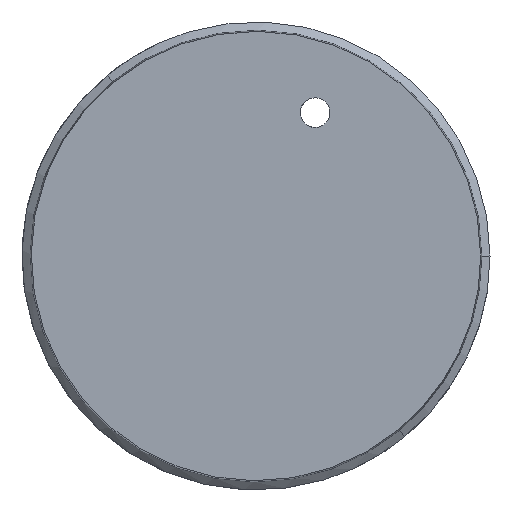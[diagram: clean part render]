
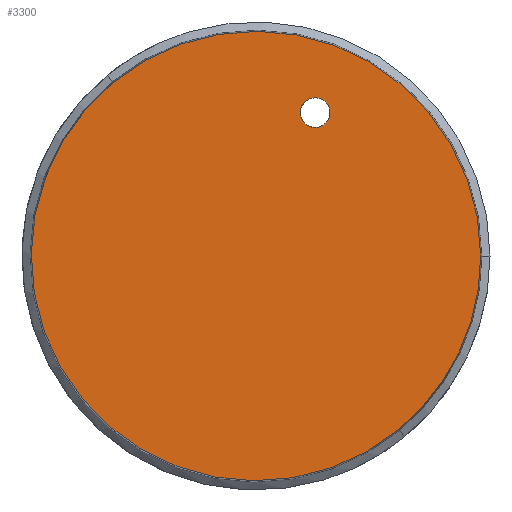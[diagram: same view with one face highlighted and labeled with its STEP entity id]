
A CAD part, front view. The second image highlights one B-rep face of the part: STEP entity #3300.
In plain terms, the highlighted planar face has unit normal (0, -1, 0).
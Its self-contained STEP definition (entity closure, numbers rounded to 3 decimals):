
#2902=CARTESIAN_POINT('POINT192',(48.27,-10.196,
   -58.702));
#2903=VERTEX_POINT('VERTEX192',#2902);
#2911=CARTESIAN_POINT('POINT193',(75.999,-10.196,
   0.));
#2912=VERTEX_POINT('VERTEX193',#2911);
#2918=CARTESIAN_POINT('POS298',(0.,-10.196,
   0.));
#2919=DIRECTION('DIR434',(0.,-1.,
   0.));
#2920=DIRECTION('DIR435',(0.635,0.,
   -0.772));
#2921=AXIS2_PLACEMENT_3D('AXIS137',#2918,#2919,#2920);
#2922=CIRCLE('ELLIPSE62',#2921,75.999);
#2923=EDGE_CURVE('EDGE290',#2903,#2912,#2922,.T.);
#2934=CARTESIAN_POINT('POINT194',(-48.27,-10.196,
   58.702));
#2935=VERTEX_POINT('VERTEX194',#2934);
#2936=EDGE_CURVE('EDGE291',#2935,#2903,#2922,.T.);
#2949=EDGE_CURVE('EDGE293',#2912,#2935,#2922,.T.);
#3271=ORIENTED_EDGE('COEDGE631',*,*,#2949,.T.);
#3272=ORIENTED_EDGE('COEDGE632',*,*,#2936,.T.);
#3273=ORIENTED_EDGE('COEDGE633',*,*,#2923,.T.);
#3274=EDGE_LOOP('NONE',(#3271,#3272,#3273));
#3275=FACE_BOUND('LOOP1',#3274,.T.);
#3276=CARTESIAN_POINT('POINT215',(25.,-10.196,48.5));
#3277=VERTEX_POINT('VERTEX215',#3276);
#3278=CARTESIAN_POINT('POINT216',(21.098,-10.196,
   43.622));
#3279=VERTEX_POINT('VERTEX216',#3278);
#3280=CARTESIAN_POINT('POS335',(20.,-10.196,48.5));
#3281=DIRECTION('DIR497',(0.,-1.,0.));
#3282=DIRECTION('DIR498',(0.22,0.,
   -0.976));
#3283=AXIS2_PLACEMENT_3D('AXIS163',#3280,#3281,#3282);
#3284=CIRCLE('ELLIPSE79',#3283,5.);
#3285=EDGE_CURVE('EDGE324',#3277,#3279,#3284,.F.);
#3286=ORIENTED_EDGE('COEDGE634',*,*,#3285,.T.);
#3287=CARTESIAN_POINT('POINT217',(18.902,-10.196,
   53.378));
#3288=VERTEX_POINT('VERTEX217',#3287);
#3289=EDGE_CURVE('EDGE325',#3279,#3288,#3284,.F.);
#3290=ORIENTED_EDGE('COEDGE635',*,*,#3289,.T.);
#3291=EDGE_CURVE('EDGE326',#3288,#3277,#3284,.F.);
#3292=ORIENTED_EDGE('COEDGE636',*,*,#3291,.T.);
#3293=EDGE_LOOP('NONE',(#3286,#3290,#3292));
#3294=FACE_BOUND('LOOP1',#3293,.T.);
#3295=CARTESIAN_POINT('POS336',(0.,-10.196,
   0.));
#3296=DIRECTION('DIR499',(0.,-1.,0.));
#3297=DIRECTION('DIR500',(1.,0.,0.));
#3298=AXIS2_PLACEMENT_3D('AXIS164',#3295,#3296,#3297);
#3299=PLANE('PLANE53',#3298);
#3300=ADVANCED_FACE('FACE117',(#3275,#3294),#3299,.T.);
